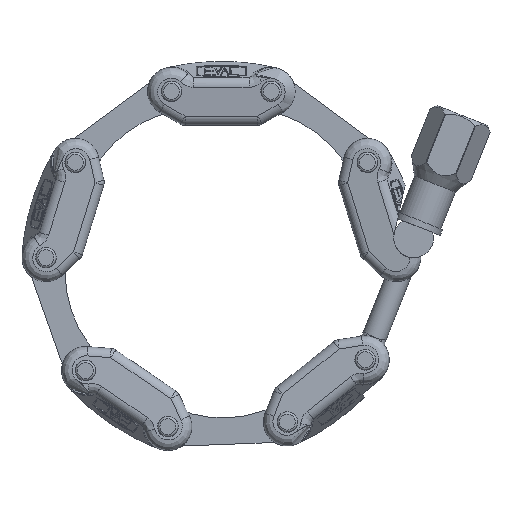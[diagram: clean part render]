
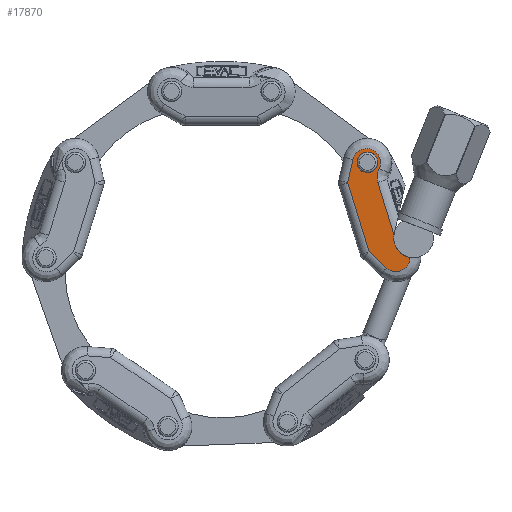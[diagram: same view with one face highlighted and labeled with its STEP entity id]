
A CAD part, left-side view. The second image highlights one B-rep face of the part: STEP entity #17870.
In plain terms, the highlighted face is planar.
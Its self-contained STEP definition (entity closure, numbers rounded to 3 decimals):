
#1980=LINE('',#33693,#3349);
#1981=LINE('',#33694,#3350);
#1982=LINE('',#33696,#3351);
#1983=LINE('',#33698,#3352);
#3349=VECTOR('',#24335,1000.);
#3350=VECTOR('',#24336,1000.);
#3351=VECTOR('',#24337,1000.);
#3352=VECTOR('',#24338,1000.);
#4614=PLANE('',#19715);
#4715=ELLIPSE('',#19716,2.61,2.6);
#4716=ELLIPSE('',#19717,5.019,5.);
#8764=ORIENTED_EDGE('',*,*,#12234,.T.);
#8765=ORIENTED_EDGE('',*,*,#12235,.T.);
#8766=ORIENTED_EDGE('',*,*,#12236,.F.);
#8767=ORIENTED_EDGE('',*,*,#12188,.F.);
#8768=ORIENTED_EDGE('',*,*,#12191,.F.);
#8769=ORIENTED_EDGE('',*,*,#12237,.F.);
#8770=ORIENTED_EDGE('',*,*,#12238,.F.);
#8771=ORIENTED_EDGE('',*,*,#12239,.F.);
#8772=ORIENTED_EDGE('',*,*,#12180,.F.);
#12180=EDGE_CURVE('',#14005,#14006,#14507,.F.);
#12188=EDGE_CURVE('',#14012,#14010,#14515,.T.);
#12191=EDGE_CURVE('',#14015,#14012,#14518,.F.);
#12234=EDGE_CURVE('',#14047,#14047,#4715,.T.);
#12235=EDGE_CURVE('',#14005,#14048,#4716,.T.);
#12236=EDGE_CURVE('',#14010,#14048,#1980,.T.);
#12237=EDGE_CURVE('',#14049,#14015,#1981,.T.);
#12238=EDGE_CURVE('',#14050,#14049,#1982,.T.);
#12239=EDGE_CURVE('',#14006,#14050,#1983,.T.);
#14005=VERTEX_POINT('',#33006);
#14006=VERTEX_POINT('',#33014);
#14010=VERTEX_POINT('',#33066);
#14012=VERTEX_POINT('',#33077);
#14015=VERTEX_POINT('',#33203);
#14047=VERTEX_POINT('',#33690);
#14048=VERTEX_POINT('',#33692);
#14049=VERTEX_POINT('',#33695);
#14050=VERTEX_POINT('',#33697);
#14507=B_SPLINE_CURVE_WITH_KNOTS('',3,(#33007,#33008,#33009,#33010,#33011,
#33012,#33013),.UNSPECIFIED.,.F.,.F.,(4,1,1,1,4),(0.,0.25,0.5,0.75,1.),
 .UNSPECIFIED.);
#14515=B_SPLINE_CURVE_WITH_KNOTS('',3,(#33078,#33079,#33080,#33081,#33082,
#33083,#33084,#33085,#33086,#33087),.UNSPECIFIED.,.F.,.F.,(4,2,2,2,4),(0.,
0.045,0.116,0.23,0.356),
 .UNSPECIFIED.);
#14518=B_SPLINE_CURVE_WITH_KNOTS('',3,(#33204,#33205,#33206,#33207,#33208,
#33209,#33210),.UNSPECIFIED.,.F.,.F.,(4,1,1,1,4),(0.,0.25,0.5,0.75,1.),
 .UNSPECIFIED.);
#15522=EDGE_LOOP('',(#8764));
#15523=EDGE_LOOP('',(#8765,#8766,#8767,#8768,#8769,#8770,#8771,#8772));
#16684=FACE_BOUND('',#15522,.T.);
#16685=FACE_BOUND('',#15523,.T.);
#17870=ADVANCED_FACE('',(#16684,#16685),#4614,.T.);
#19715=AXIS2_PLACEMENT_3D('',#33688,#24329,#24330);
#19716=AXIS2_PLACEMENT_3D('',#33689,#24331,#24332);
#19717=AXIS2_PLACEMENT_3D('',#33691,#24333,#24334);
#24329=DIRECTION('',(-0.996,0.,-0.087));
#24330=DIRECTION('',(-0.087,0.,0.996));
#24331=DIRECTION('',(0.996,0.,0.087));
#24332=DIRECTION('',(0.087,0.,-0.996));
#24333=DIRECTION('',(0.996,0.,0.087));
#24334=DIRECTION('',(-0.087,0.,0.996));
#24335=DIRECTION('',(0.,-1.,0.));
#24336=DIRECTION('',(-0.044,0.865,0.5));
#24337=DIRECTION('',(0.,1.,0.));
#24338=DIRECTION('',(0.044,0.865,-0.5));
#33006=CARTESIAN_POINT('',(-9.771,-13.418,5.664));
#33007=CARTESIAN_POINT('',(-9.21,-14.25,-0.744));
#33008=CARTESIAN_POINT('',(-9.24,-14.848,-0.399));
#33009=CARTESIAN_POINT('',(-9.331,-15.822,0.643));
#33010=CARTESIAN_POINT('',(-9.517,-16.178,2.764));
#33011=CARTESIAN_POINT('',(-9.688,-15.292,4.724));
#33012=CARTESIAN_POINT('',(-9.755,-14.086,5.483));
#33013=CARTESIAN_POINT('',(-9.771,-13.418,5.664));
#33014=CARTESIAN_POINT('',(-9.21,-14.25,-0.744));
#33066=CARTESIAN_POINT('',(-9.583,6.95,3.522));
#33077=CARTESIAN_POINT('',(-9.703,10.161,4.891));
#33078=CARTESIAN_POINT('',(-9.703,10.161,4.891));
#33079=CARTESIAN_POINT('',(-9.694,10.051,4.792));
#33080=CARTESIAN_POINT('',(-9.686,9.937,4.696));
#33081=CARTESIAN_POINT('',(-9.665,9.632,4.458));
#33082=CARTESIAN_POINT('',(-9.653,9.435,4.322));
#33083=CARTESIAN_POINT('',(-9.625,8.904,4.004));
#33084=CARTESIAN_POINT('',(-9.611,8.558,3.842));
#33085=CARTESIAN_POINT('',(-9.59,7.794,3.596));
#33086=CARTESIAN_POINT('',(-9.583,7.372,3.522));
#33087=CARTESIAN_POINT('',(-9.583,6.95,3.522));
#33203=CARTESIAN_POINT('',(-9.21,14.25,-0.744));
#33204=CARTESIAN_POINT('',(-9.703,10.161,4.891));
#33205=CARTESIAN_POINT('',(-9.76,10.89,5.546));
#33206=CARTESIAN_POINT('',(-9.817,12.912,6.197));
#33207=CARTESIAN_POINT('',(-9.677,15.685,4.598));
#33208=CARTESIAN_POINT('',(-9.403,16.344,1.466));
#33209=CARTESIAN_POINT('',(-9.253,15.1,-0.253));
#33210=CARTESIAN_POINT('',(-9.21,14.25,-0.744));
#33688=CARTESIAN_POINT('',(-9.722,0.,5.109));
#33689=CARTESIAN_POINT('',(-9.494,12.5,2.505));
#33690=CARTESIAN_POINT('',(-9.267,12.5,-0.095));
#33691=CARTESIAN_POINT('',(-9.975,-9.,8.005));
#33692=CARTESIAN_POINT('',(-9.583,-6.785,3.522));
#33693=CARTESIAN_POINT('',(-9.583,6.95,3.522));
#33694=CARTESIAN_POINT('',(-8.95,9.099,-3.718));
#33695=CARTESIAN_POINT('',(-8.95,9.099,-3.718));
#33696=CARTESIAN_POINT('',(-8.95,-9.099,-3.718));
#33697=CARTESIAN_POINT('',(-8.95,-9.099,-3.718));
#33698=CARTESIAN_POINT('',(-9.21,-14.25,-0.744));
